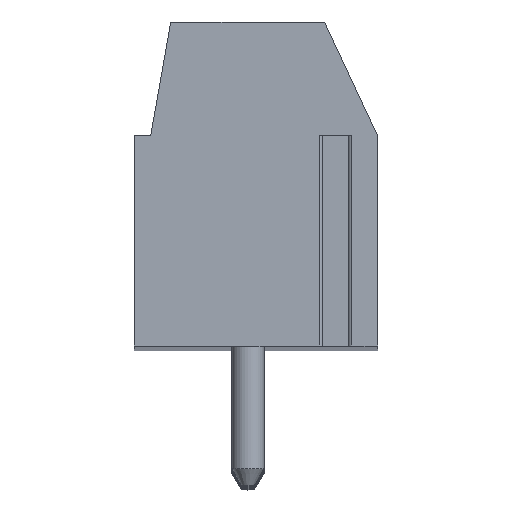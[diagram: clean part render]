
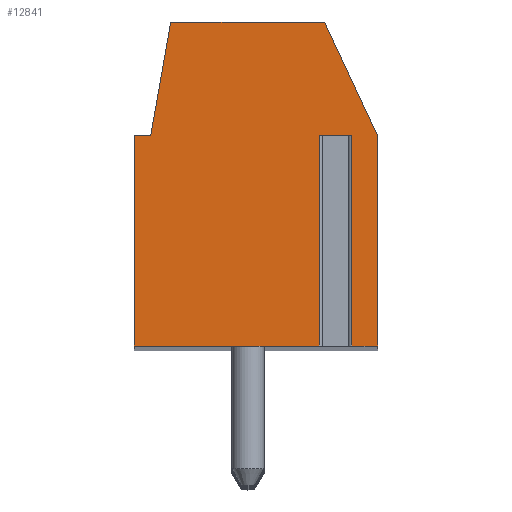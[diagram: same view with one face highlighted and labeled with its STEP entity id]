
A CAD part, top view. The second image highlights one B-rep face of the part: STEP entity #12841.
In plain terms, the highlighted planar face has unit normal (0, 0, 1).
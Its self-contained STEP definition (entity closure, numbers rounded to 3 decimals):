
#331=DIRECTION('',(-1.,0.,0.));
#332=VECTOR('',#331,0.996);
#333=CARTESIAN_POINT('',(2.948,1.5,82.5));
#334=LINE('',#333,#332);
#335=DIRECTION('',(0.,-1.,0.));
#336=VECTOR('',#335,6.5);
#337=CARTESIAN_POINT('',(1.952,1.5,82.5));
#338=LINE('',#337,#336);
#339=DIRECTION('',(1.,0.,0.));
#340=VECTOR('',#339,5.702);
#341=CARTESIAN_POINT('',(-3.75,-5.,82.5));
#342=LINE('',#341,#340);
#343=DIRECTION('',(0.,-1.,0.));
#344=VECTOR('',#343,6.5);
#345=CARTESIAN_POINT('',(-3.75,1.5,82.5));
#346=LINE('',#345,#344);
#347=DIRECTION('',(-1.,0.,0.));
#348=VECTOR('',#347,0.5);
#349=CARTESIAN_POINT('',(-3.25,1.5,82.5));
#350=LINE('',#349,#348);
#351=DIRECTION('',(-0.174,-0.985,0.));
#352=VECTOR('',#351,3.554);
#353=CARTESIAN_POINT('',(-2.633,5.,82.5));
#354=LINE('',#353,#352);
#355=DIRECTION('',(-1.,0.,0.));
#356=VECTOR('',#355,4.751);
#357=CARTESIAN_POINT('',(2.118,5.,82.5));
#358=LINE('',#357,#356);
#359=DIRECTION('',(-0.423,0.906,0.));
#360=VECTOR('',#359,3.862);
#361=CARTESIAN_POINT('',(3.75,1.5,82.5));
#362=LINE('',#361,#360);
#363=DIRECTION('',(0.,1.,0.));
#364=VECTOR('',#363,6.5);
#365=CARTESIAN_POINT('',(3.75,-5.,82.5));
#366=LINE('',#365,#364);
#367=DIRECTION('',(1.,0.,0.));
#368=VECTOR('',#367,0.802);
#369=CARTESIAN_POINT('',(2.948,-5.,82.5));
#370=LINE('',#369,#368);
#371=DIRECTION('',(0.,-1.,0.));
#372=VECTOR('',#371,6.5);
#373=CARTESIAN_POINT('',(2.948,1.5,82.5));
#374=LINE('',#373,#372);
#9907=CARTESIAN_POINT('',(3.75,-5.,82.5));
#9908=CARTESIAN_POINT('',(3.75,1.5,82.5));
#9909=VERTEX_POINT('',#9907);
#9910=VERTEX_POINT('',#9908);
#9911=CARTESIAN_POINT('',(2.118,5.,82.5));
#9912=VERTEX_POINT('',#9911);
#9913=CARTESIAN_POINT('',(-2.633,5.,82.5));
#9914=VERTEX_POINT('',#9913);
#9915=CARTESIAN_POINT('',(-3.25,1.5,82.5));
#9916=VERTEX_POINT('',#9915);
#9917=CARTESIAN_POINT('',(-3.75,1.5,82.5));
#9918=VERTEX_POINT('',#9917);
#9919=CARTESIAN_POINT('',(-3.75,-5.,82.5));
#9920=VERTEX_POINT('',#9919);
#9965=CARTESIAN_POINT('',(2.948,1.5,82.5));
#9966=CARTESIAN_POINT('',(1.952,1.5,82.5));
#9967=VERTEX_POINT('',#9965);
#9968=VERTEX_POINT('',#9966);
#9969=CARTESIAN_POINT('',(2.948,-5.,82.5));
#9970=VERTEX_POINT('',#9969);
#9971=CARTESIAN_POINT('',(1.952,-5.,82.5));
#9972=VERTEX_POINT('',#9971);
#12815=CARTESIAN_POINT('',(0.,0.,82.5));
#12816=DIRECTION('',(0.,0.,1.));
#12817=DIRECTION('',(1.,0.,0.));
#12818=AXIS2_PLACEMENT_3D('',#12815,#12816,#12817);
#12819=PLANE('',#12818);
#12821=ORIENTED_EDGE('',*,*,#12820,.T.);
#12823=ORIENTED_EDGE('',*,*,#12822,.T.);
#12824=ORIENTED_EDGE('',*,*,#12681,.F.);
#12826=ORIENTED_EDGE('',*,*,#12825,.F.);
#12828=ORIENTED_EDGE('',*,*,#12827,.F.);
#12830=ORIENTED_EDGE('',*,*,#12829,.F.);
#12832=ORIENTED_EDGE('',*,*,#12831,.F.);
#12834=ORIENTED_EDGE('',*,*,#12833,.F.);
#12836=ORIENTED_EDGE('',*,*,#12835,.F.);
#12837=ORIENTED_EDGE('',*,*,#12660,.F.);
#12838=ORIENTED_EDGE('',*,*,#12805,.F.);
#12839=EDGE_LOOP('',(#12821,#12823,#12824,#12826,#12828,#12830,#12832,#12834,
#12836,#12837,#12838));
#12840=FACE_OUTER_BOUND('',#12839,.F.);
#12660=EDGE_CURVE('',#9970,#9909,#370,.T.);
#12681=EDGE_CURVE('',#9920,#9972,#342,.T.);
#12805=EDGE_CURVE('',#9967,#9970,#374,.T.);
#12820=EDGE_CURVE('',#9967,#9968,#334,.T.);
#12822=EDGE_CURVE('',#9968,#9972,#338,.T.);
#12825=EDGE_CURVE('',#9918,#9920,#346,.T.);
#12827=EDGE_CURVE('',#9916,#9918,#350,.T.);
#12829=EDGE_CURVE('',#9914,#9916,#354,.T.);
#12831=EDGE_CURVE('',#9912,#9914,#358,.T.);
#12833=EDGE_CURVE('',#9910,#9912,#362,.T.);
#12835=EDGE_CURVE('',#9909,#9910,#366,.T.);
#12841=ADVANCED_FACE('',(#12840),#12819,.T.);
